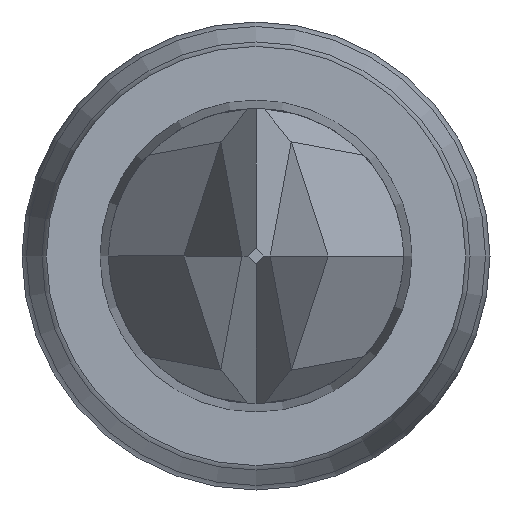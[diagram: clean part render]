
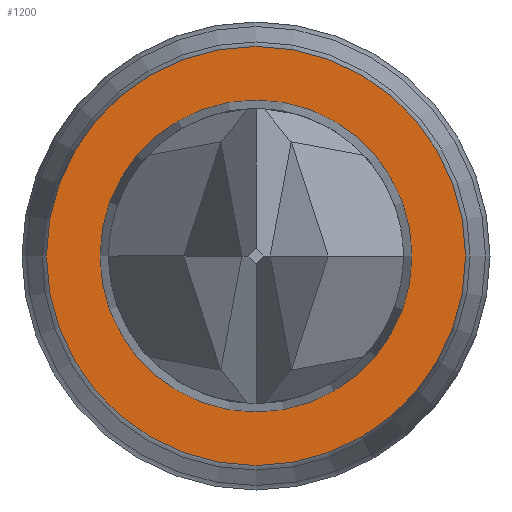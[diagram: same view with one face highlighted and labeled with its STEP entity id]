
A CAD part, left-side view. The second image highlights one B-rep face of the part: STEP entity #1200.
In plain terms, the highlighted planar face has unit normal (-1, 0, 0).
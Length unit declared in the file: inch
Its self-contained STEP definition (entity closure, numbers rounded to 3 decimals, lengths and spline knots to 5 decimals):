
#2 = CIRCLE ( 'NONE', #377, 0.018 ) ;
#40 = AXIS2_PLACEMENT_3D ( 'NONE', #915, #1108, #82 ) ;
#82 = DIRECTION ( 'NONE',  ( 0., -1., 0. ) ) ;
#173 = CARTESIAN_POINT ( 'NONE',  ( 0., 0., 0. ) ) ;
#289 = DIRECTION ( 'NONE',  ( 0., 0., -1. ) ) ;
#373 = EDGE_CURVE ( 'NONE', #1013, #1013, #1173, .T. ) ;
#377 = AXIS2_PLACEMENT_3D ( 'NONE', #173, #855, #289 ) ;
#418 = ORIENTED_EDGE ( 'NONE', *, *, #1011, .T. ) ;
#589 = CARTESIAN_POINT ( 'NONE',  ( 0., -0.01339, 0. ) ) ;
#694 = CARTESIAN_POINT ( 'NONE',  ( 0., -0.018, 0. ) ) ;
#820 = EDGE_LOOP ( 'NONE', ( #977 ) ) ;
#841 = VERTEX_POINT ( 'NONE', #1182 ) ;
#855 = DIRECTION ( 'NONE',  ( -1., 0., 0. ) ) ;
#900 = DIRECTION ( 'NONE',  ( -1., 0., 0. ) ) ;
#915 = CARTESIAN_POINT ( 'NONE',  ( 0., 0., 0. ) ) ;
#954 = FACE_OUTER_BOUND ( 'NONE', #1009, .T. ) ;
#977 = ORIENTED_EDGE ( 'NONE', *, *, #373, .T. ) ;
#984 = AXIS2_PLACEMENT_3D ( 'NONE', #694, #900, #1192 ) ;
#986 = PLANE ( 'NONE',  #984 ) ;
#1009 = EDGE_LOOP ( 'NONE', ( #418 ) ) ;
#1011 = EDGE_CURVE ( 'NONE', #841, #841, #2, .T. ) ;
#1013 = VERTEX_POINT ( 'NONE', #589 ) ;
#1086 = FACE_BOUND ( 'NONE', #820, .T. ) ;
#1108 = DIRECTION ( 'NONE',  ( 1., 0., 0. ) ) ;
#1173 = CIRCLE ( 'NONE', #40, 0.01339 ) ;
#1182 = CARTESIAN_POINT ( 'NONE',  ( 0., 0., -0.018 ) ) ;
#1192 = DIRECTION ( 'NONE',  ( 0., 0., -1. ) ) ;
#1200 = ADVANCED_FACE ( 'NONE', ( #1086, #954 ), #986, .T. ) ;
